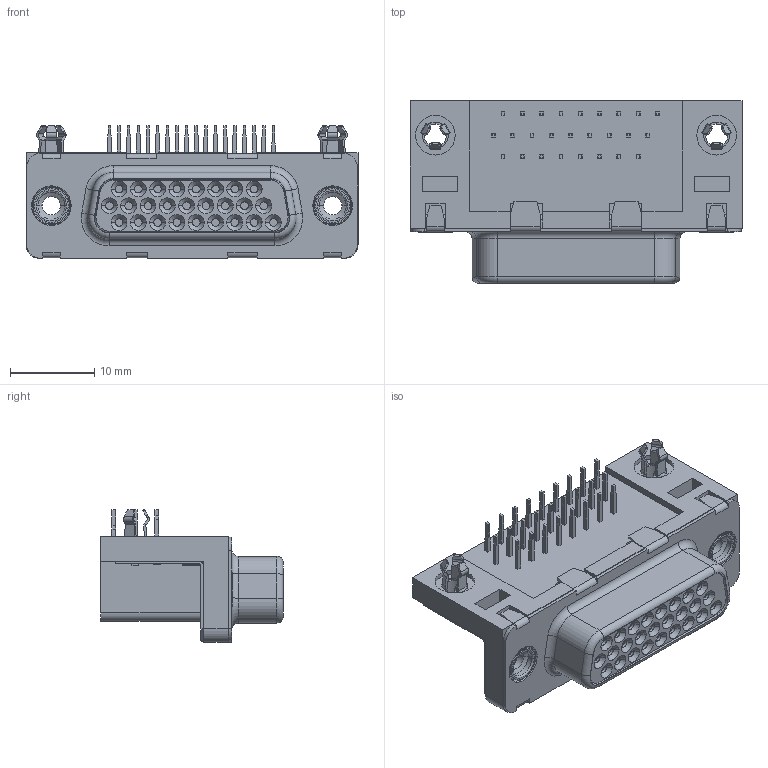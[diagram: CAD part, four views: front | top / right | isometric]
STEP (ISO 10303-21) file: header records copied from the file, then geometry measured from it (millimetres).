
FILE_DESCRIPTION((''),'2;1');
FILE_NAME('ICD26S13E4GX00LF_SW0002','2016-03-30T',('mithunp'),('FCI'),'PRO/ENGINEER BY PARAMETRIC TECHNOLOGY CORPORATION, 2013150','PRO/ENGINEER BY PARAMETRIC TECHNOLOGY CORPORATION, 2013150','');
FILE_SCHEMA(('CONFIG_CONTROL_DESIGN','GEOMETRIC_VALIDATION_PROPERTIES_MIM'));
Products named in the file (1): ICD26S13E4GX00LF_SW0002
Bounding box: 39.32 x 21.63 x 15.75 mm (x, y, z)
Volume: 5219.6 mm3; surface area: 5270.1 mm2
Topology: 1 solids, 3 shells, 1476 faces, 3883 edges, 2472 vertices
Faces by surface type: plane 871, cylinder 425, torus 98, cone 64, bspline 18
Entity records: 58477 total; most frequent: CARTESIAN_POINT 12721, ORIENTED_EDGE 7766, DIRECTION 7533, EDGE_CURVE 3883, VECTOR 2673, LINE 2673, VERTEX_POINT 2472, AXIS2_PLACEMENT_3D 2430
